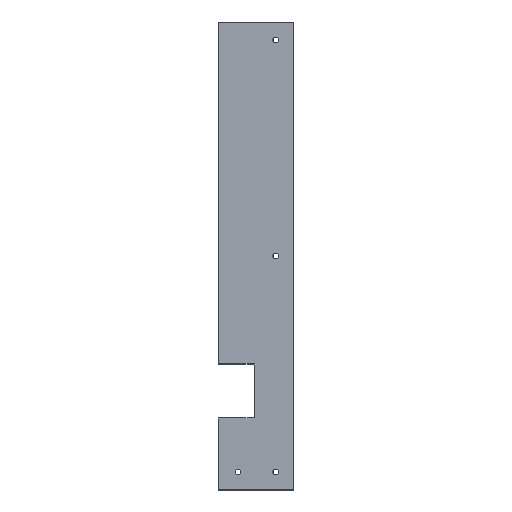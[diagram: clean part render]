
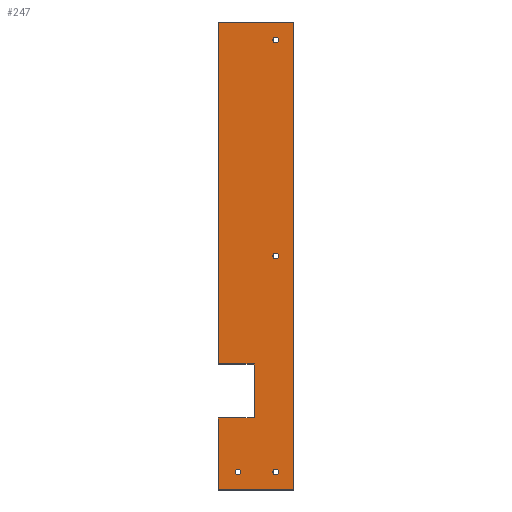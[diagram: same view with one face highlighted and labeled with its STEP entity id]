
A CAD part, top view. The second image highlights one B-rep face of the part: STEP entity #247.
In plain terms, the highlighted planar face has unit normal (0, 0, 1).
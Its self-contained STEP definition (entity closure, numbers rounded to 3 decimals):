
#4 = LINE ( 'NONE', #571, #13 ) ;
#9 = VERTEX_POINT ( 'NONE', #495 ) ;
#11 = DIRECTION ( 'NONE',  ( -1., 0., 0. ) ) ;
#12 = EDGE_CURVE ( 'NONE', #582, #447, #135, .T. ) ;
#13 = VECTOR ( 'NONE', #197, 1000. ) ;
#16 = FACE_OUTER_BOUND ( 'NONE', #549, .T. ) ;
#19 = LINE ( 'NONE', #24, #586 ) ;
#24 = CARTESIAN_POINT ( 'NONE',  ( 20., 40., 3. ) ) ;
#35 = CARTESIAN_POINT ( 'NONE',  ( 33.6, 10., 3. ) ) ;
#36 = ORIENTED_EDGE ( 'NONE', *, *, #476, .F. ) ;
#46 = CARTESIAN_POINT ( 'NONE',  ( 32., 250., 3. ) ) ;
#51 = EDGE_CURVE ( 'NONE', #122, #425, #251, .T. ) ;
#66 = CARTESIAN_POINT ( 'NONE',  ( 0., 260., 3. ) ) ;
#68 = ORIENTED_EDGE ( 'NONE', *, *, #573, .T. ) ;
#73 = CARTESIAN_POINT ( 'NONE',  ( 0., 0., 3. ) ) ;
#77 = CARTESIAN_POINT ( 'NONE',  ( 0., 40., 3. ) ) ;
#82 = CARTESIAN_POINT ( 'NONE',  ( 42., 0., 3. ) ) ;
#84 = FACE_BOUND ( 'NONE', #511, .T. ) ;
#87 = ORIENTED_EDGE ( 'NONE', *, *, #296, .F. ) ;
#95 = EDGE_CURVE ( 'NONE', #391, #380, #486, .T. ) ;
#97 = CARTESIAN_POINT ( 'NONE',  ( 0., 70., 3. ) ) ;
#100 = ORIENTED_EDGE ( 'NONE', *, *, #320, .F. ) ;
#106 = ORIENTED_EDGE ( 'NONE', *, *, #615, .F. ) ;
#107 = DIRECTION ( 'NONE',  ( -1., 0., 0. ) ) ;
#108 = DIRECTION ( 'NONE',  ( 1., 0., 0. ) ) ;
#121 = DIRECTION ( 'NONE',  ( 0., 1., 0. ) ) ;
#122 = VERTEX_POINT ( 'NONE', #590 ) ;
#127 = VECTOR ( 'NONE', #107, 1000. ) ;
#135 = CIRCLE ( 'NONE', #326, 1.6 ) ;
#136 = VECTOR ( 'NONE', #169, 1000. ) ;
#137 = CARTESIAN_POINT ( 'NONE',  ( 33.6, 250., 3. ) ) ;
#145 = VECTOR ( 'NONE', #515, 1000. ) ;
#146 = DIRECTION ( 'NONE',  ( 0., 0., 1. ) ) ;
#147 = DIRECTION ( 'NONE',  ( 1., 0., 0. ) ) ;
#152 = EDGE_LOOP ( 'NONE', ( #420, #324 ) ) ;
#154 = VECTOR ( 'NONE', #509, 1000. ) ;
#156 = VERTEX_POINT ( 'NONE', #77 ) ;
#160 = EDGE_CURVE ( 'NONE', #263, #219, #19, .T. ) ;
#162 = PLANE ( 'NONE',  #187 ) ;
#164 = CARTESIAN_POINT ( 'NONE',  ( 11., 10., 3. ) ) ;
#169 = DIRECTION ( 'NONE',  ( 0., -1., 0. ) ) ;
#187 = AXIS2_PLACEMENT_3D ( 'NONE', #463, #502, #323 ) ;
#197 = DIRECTION ( 'NONE',  ( 1., 0., 0. ) ) ;
#204 = AXIS2_PLACEMENT_3D ( 'NONE', #572, #529, #108 ) ;
#208 = ORIENTED_EDGE ( 'NONE', *, *, #434, .F. ) ;
#214 = VERTEX_POINT ( 'NONE', #216 ) ;
#216 = CARTESIAN_POINT ( 'NONE',  ( 30.4, 250., 3. ) ) ;
#218 = CIRCLE ( 'NONE', #337, 1.6 ) ;
#219 = VERTEX_POINT ( 'NONE', #272 ) ;
#221 = EDGE_CURVE ( 'NONE', #402, #122, #407, .T. ) ;
#223 = ORIENTED_EDGE ( 'NONE', *, *, #51, .T. ) ;
#225 = FACE_BOUND ( 'NONE', #278, .T. ) ;
#236 = DIRECTION ( 'NONE',  ( 0., 0., 1. ) ) ;
#247 = ADVANCED_FACE ( 'NONE', ( #277, #455, #225, #84, #16 ), #162, .F. ) ;
#251 = LINE ( 'NONE', #66, #392 ) ;
#257 = DIRECTION ( 'NONE',  ( 1., 0., 0. ) ) ;
#262 = CIRCLE ( 'NONE', #275, 1.6 ) ;
#263 = VERTEX_POINT ( 'NONE', #368 ) ;
#270 = EDGE_CURVE ( 'NONE', #365, #214, #274, .T. ) ;
#272 = CARTESIAN_POINT ( 'NONE',  ( 20., 70., 3. ) ) ;
#274 = CIRCLE ( 'NONE', #403, 1.6 ) ;
#275 = AXIS2_PLACEMENT_3D ( 'NONE', #46, #334, #555 ) ;
#277 = FACE_BOUND ( 'NONE', #440, .T. ) ;
#278 = EDGE_LOOP ( 'NONE', ( #100, #480 ) ) ;
#289 = DIRECTION ( 'NONE',  ( 1., 0., 0. ) ) ;
#295 = LINE ( 'NONE', #577, #127 ) ;
#296 = EDGE_CURVE ( 'NONE', #156, #263, #603, .T. ) ;
#297 = CARTESIAN_POINT ( 'NONE',  ( 30.4, 10., 3. ) ) ;
#299 = DIRECTION ( 'NONE',  ( 0., 0., 1. ) ) ;
#307 = AXIS2_PLACEMENT_3D ( 'NONE', #551, #236, #289 ) ;
#309 = AXIS2_PLACEMENT_3D ( 'NONE', #478, #146, #257 ) ;
#311 = CARTESIAN_POINT ( 'NONE',  ( 9.4, 10., 3. ) ) ;
#318 = VECTOR ( 'NONE', #397, 1000. ) ;
#320 = EDGE_CURVE ( 'NONE', #380, #391, #565, .T. ) ;
#323 = DIRECTION ( 'NONE',  ( -1., 0., 0. ) ) ;
#324 = ORIENTED_EDGE ( 'NONE', *, *, #364, .F. ) ;
#326 = AXIS2_PLACEMENT_3D ( 'NONE', #453, #569, #147 ) ;
#334 = DIRECTION ( 'NONE',  ( 0., 0., 1. ) ) ;
#336 = ORIENTED_EDGE ( 'NONE', *, *, #221, .T. ) ;
#337 = AXIS2_PLACEMENT_3D ( 'NONE', #349, #299, #470 ) ;
#349 = CARTESIAN_POINT ( 'NONE',  ( 11., 10., 3. ) ) ;
#359 = CIRCLE ( 'NONE', #309, 1.6 ) ;
#364 = EDGE_CURVE ( 'NONE', #214, #365, #262, .T. ) ;
#365 = VERTEX_POINT ( 'NONE', #137 ) ;
#368 = CARTESIAN_POINT ( 'NONE',  ( 20., 40., 3. ) ) ;
#378 = CARTESIAN_POINT ( 'NONE',  ( 0., 0., 3. ) ) ;
#379 = EDGE_CURVE ( 'NONE', #425, #433, #612, .T. ) ;
#380 = VERTEX_POINT ( 'NONE', #35 ) ;
#381 = CARTESIAN_POINT ( 'NONE',  ( 0., 260., 3. ) ) ;
#388 = CARTESIAN_POINT ( 'NONE',  ( 0., 0., 3. ) ) ;
#391 = VERTEX_POINT ( 'NONE', #297 ) ;
#392 = VECTOR ( 'NONE', #11, 1000. ) ;
#397 = DIRECTION ( 'NONE',  ( 0., 1., 0. ) ) ;
#402 = VERTEX_POINT ( 'NONE', #614 ) ;
#403 = AXIS2_PLACEMENT_3D ( 'NONE', #558, #465, #419 ) ;
#407 = LINE ( 'NONE', #82, #318 ) ;
#419 = DIRECTION ( 'NONE',  ( 1., 0., 0. ) ) ;
#420 = ORIENTED_EDGE ( 'NONE', *, *, #270, .F. ) ;
#425 = VERTEX_POINT ( 'NONE', #381 ) ;
#433 = VERTEX_POINT ( 'NONE', #97 ) ;
#434 = EDGE_CURVE ( 'NONE', #447, #582, #359, .T. ) ;
#440 = EDGE_LOOP ( 'NONE', ( #36, #106 ) ) ;
#444 = ORIENTED_EDGE ( 'NONE', *, *, #379, .T. ) ;
#447 = VERTEX_POINT ( 'NONE', #522 ) ;
#453 = CARTESIAN_POINT ( 'NONE',  ( 32., 130., 3. ) ) ;
#454 = EDGE_CURVE ( 'NONE', #219, #433, #295, .T. ) ;
#455 = FACE_BOUND ( 'NONE', #152, .T. ) ;
#463 = CARTESIAN_POINT ( 'NONE',  ( 0., 0., 3. ) ) ;
#465 = DIRECTION ( 'NONE',  ( 0., 0., 1. ) ) ;
#469 = CIRCLE ( 'NONE', #556, 1.6 ) ;
#470 = DIRECTION ( 'NONE',  ( 1., 0., 0. ) ) ;
#476 = EDGE_CURVE ( 'NONE', #9, #563, #218, .T. ) ;
#478 = CARTESIAN_POINT ( 'NONE',  ( 32., 130., 3. ) ) ;
#480 = ORIENTED_EDGE ( 'NONE', *, *, #95, .F. ) ;
#486 = CIRCLE ( 'NONE', #204, 1.6 ) ;
#488 = LINE ( 'NONE', #73, #136 ) ;
#491 = DIRECTION ( 'NONE',  ( 1., 0., 0. ) ) ;
#495 = CARTESIAN_POINT ( 'NONE',  ( 12.6, 10., 3. ) ) ;
#502 = DIRECTION ( 'NONE',  ( 0., 0., -1. ) ) ;
#504 = ORIENTED_EDGE ( 'NONE', *, *, #454, .F. ) ;
#509 = DIRECTION ( 'NONE',  ( 1., 0., 0. ) ) ;
#511 = EDGE_LOOP ( 'NONE', ( #208, #576 ) ) ;
#513 = ORIENTED_EDGE ( 'NONE', *, *, #160, .F. ) ;
#515 = DIRECTION ( 'NONE',  ( 0., -1., 0. ) ) ;
#522 = CARTESIAN_POINT ( 'NONE',  ( 33.6, 130., 3. ) ) ;
#529 = DIRECTION ( 'NONE',  ( 0., 0., 1. ) ) ;
#531 = EDGE_CURVE ( 'NONE', #533, #402, #4, .T. ) ;
#533 = VERTEX_POINT ( 'NONE', #388 ) ;
#538 = DIRECTION ( 'NONE',  ( 0., 0., 1. ) ) ;
#549 = EDGE_LOOP ( 'NONE', ( #444, #504, #513, #87, #68, #613, #336, #223 ) ) ;
#551 = CARTESIAN_POINT ( 'NONE',  ( 32., 10., 3. ) ) ;
#553 = CARTESIAN_POINT ( 'NONE',  ( 0., 40., 3. ) ) ;
#555 = DIRECTION ( 'NONE',  ( 1., 0., 0. ) ) ;
#556 = AXIS2_PLACEMENT_3D ( 'NONE', #164, #538, #491 ) ;
#558 = CARTESIAN_POINT ( 'NONE',  ( 32., 250., 3. ) ) ;
#563 = VERTEX_POINT ( 'NONE', #311 ) ;
#565 = CIRCLE ( 'NONE', #307, 1.6 ) ;
#569 = DIRECTION ( 'NONE',  ( 0., 0., 1. ) ) ;
#571 = CARTESIAN_POINT ( 'NONE',  ( 0., 0., 3. ) ) ;
#572 = CARTESIAN_POINT ( 'NONE',  ( 32., 10., 3. ) ) ;
#573 = EDGE_CURVE ( 'NONE', #156, #533, #488, .T. ) ;
#576 = ORIENTED_EDGE ( 'NONE', *, *, #12, .F. ) ;
#577 = CARTESIAN_POINT ( 'NONE',  ( 0., 70., 3. ) ) ;
#582 = VERTEX_POINT ( 'NONE', #583 ) ;
#583 = CARTESIAN_POINT ( 'NONE',  ( 30.4, 130., 3. ) ) ;
#586 = VECTOR ( 'NONE', #121, 1000. ) ;
#590 = CARTESIAN_POINT ( 'NONE',  ( 42., 260., 3. ) ) ;
#603 = LINE ( 'NONE', #553, #154 ) ;
#612 = LINE ( 'NONE', #378, #145 ) ;
#613 = ORIENTED_EDGE ( 'NONE', *, *, #531, .T. ) ;
#614 = CARTESIAN_POINT ( 'NONE',  ( 42., 0., 3. ) ) ;
#615 = EDGE_CURVE ( 'NONE', #563, #9, #469, .T. ) ;
